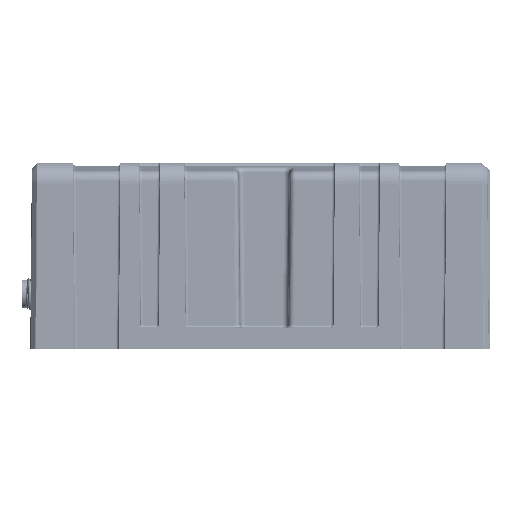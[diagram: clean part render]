
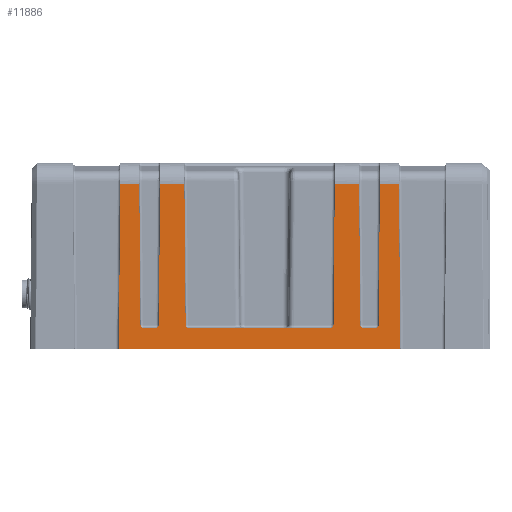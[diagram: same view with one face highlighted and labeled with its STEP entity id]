
A CAD part, front view. The second image highlights one B-rep face of the part: STEP entity #11886.
In plain terms, the highlighted planar face has unit normal (0, -1, 0.009).
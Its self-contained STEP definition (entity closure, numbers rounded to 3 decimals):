
#5752 = VERTEX_POINT('',#5753);
#5753 = CARTESIAN_POINT('',(126.505,13.5,-10.5));
#5759 = EDGE_CURVE('',#5752,#5760,#5762,.T.);
#5760 = VERTEX_POINT('',#5761);
#5761 = CARTESIAN_POINT('',(73.495,13.5,-10.5));
#5762 = LINE('',#5763,#5764);
#5763 = CARTESIAN_POINT('',(100.,13.5,-10.5));
#5764 = VECTOR('',#5765,1.);
#5765 = DIRECTION('',(-1.,0.,0.));
#7702 = VERTEX_POINT('',#7703);
#7703 = CARTESIAN_POINT('',(122.434,13.539,
    -6.004));
#7709 = EDGE_CURVE('',#7702,#7710,#7712,.T.);
#7710 = VERTEX_POINT('',#7711);
#7711 = CARTESIAN_POINT('',(122.665,13.771,
    20.535));
#7712 = LINE('',#7713,#7714);
#7713 = CARTESIAN_POINT('',(122.704,13.81,
    25.012));
#7714 = VECTOR('',#7715,1.);
#7715 = DIRECTION('',(0.009,0.009,
    1.));
#7792 = VERTEX_POINT('',#7793);
#7793 = CARTESIAN_POINT('',(118.735,13.771,
    20.535));
#7800 = EDGE_CURVE('',#7801,#7792,#7803,.T.);
#7801 = VERTEX_POINT('',#7802);
#7802 = CARTESIAN_POINT('',(118.966,13.539,
    -6.004));
#7803 = LINE('',#7804,#7805);
#7804 = CARTESIAN_POINT('',(119.004,13.501,
    -10.334));
#7805 = VECTOR('',#7806,1.);
#7806 = DIRECTION('',(-0.009,0.009,
    1.));
#7850 = VERTEX_POINT('',#7851);
#7851 = CARTESIAN_POINT('',(113.934,13.539,
    -6.004));
#7857 = EDGE_CURVE('',#7850,#7858,#7860,.T.);
#7858 = VERTEX_POINT('',#7859);
#7859 = CARTESIAN_POINT('',(114.165,13.771,
    20.535));
#7860 = LINE('',#7861,#7862);
#7861 = CARTESIAN_POINT('',(114.204,13.81,
    25.012));
#7862 = VECTOR('',#7863,1.);
#7863 = DIRECTION('',(0.009,0.009,
    1.));
#7940 = VERTEX_POINT('',#7941);
#7941 = CARTESIAN_POINT('',(85.835,13.771,
    20.535));
#7948 = EDGE_CURVE('',#7949,#7940,#7951,.T.);
#7949 = VERTEX_POINT('',#7950);
#7950 = CARTESIAN_POINT('',(86.066,13.539,
    -6.004));
#7951 = LINE('',#7952,#7953);
#7952 = CARTESIAN_POINT('',(86.106,13.499,
    -10.621));
#7953 = VECTOR('',#7954,1.);
#7954 = DIRECTION('',(-0.009,0.009,
    1.));
#7998 = VERTEX_POINT('',#7999);
#7999 = CARTESIAN_POINT('',(81.034,13.539,
    -6.004));
#8005 = EDGE_CURVE('',#7998,#8006,#8008,.T.);
#8006 = VERTEX_POINT('',#8007);
#8007 = CARTESIAN_POINT('',(81.265,13.771,
    20.535));
#8008 = LINE('',#8009,#8010);
#8009 = CARTESIAN_POINT('',(81.304,13.81,
    25.012));
#8010 = VECTOR('',#8011,1.);
#8011 = DIRECTION('',(0.009,0.009,
    1.));
#8088 = VERTEX_POINT('',#8089);
#8089 = CARTESIAN_POINT('',(77.335,13.771,
    20.535));
#8096 = EDGE_CURVE('',#8097,#8088,#8099,.T.);
#8097 = VERTEX_POINT('',#8098);
#8098 = CARTESIAN_POINT('',(77.566,13.539,
    -6.004));
#8099 = LINE('',#8100,#8101);
#8100 = CARTESIAN_POINT('',(77.607,13.498,
    -10.695));
#8101 = VECTOR('',#8102,1.);
#8102 = DIRECTION('',(-0.009,0.009,
    1.));
#10290 = VERTEX_POINT('',#10291);
#10291 = CARTESIAN_POINT('',(86.566,13.535,-6.5));
#10297 = EDGE_CURVE('',#10298,#10290,#10300,.T.);
#10298 = VERTEX_POINT('',#10299);
#10299 = CARTESIAN_POINT('',(113.434,13.535,-6.5));
#10300 = LINE('',#10301,#10302);
#10301 = CARTESIAN_POINT('',(100.,13.535,-6.5));
#10302 = VECTOR('',#10303,1.);
#10303 = DIRECTION('',(-1.,0.,0.));
#11868 = VERTEX_POINT('',#11869);
#11869 = CARTESIAN_POINT('',(126.235,13.771,
    20.535));
#11876 = EDGE_CURVE('',#5752,#11868,#11877,.T.);
#11877 = LINE('',#11878,#11879);
#11878 = CARTESIAN_POINT('',(126.503,13.502,
    -10.269));
#11879 = VECTOR('',#11880,1.);
#11880 = DIRECTION('',(-0.009,0.009,
    1.));
#11886 = ADVANCED_FACE('',(#11887),#11992,.T.);
#11887 = FACE_BOUND('',#11888,.T.);
#11888 = EDGE_LOOP('',(#11889,#11895,#11896,#11903,#11904,#11911,#11912,
    #11918,#11919,#11928,#11936,#11943,#11944,#11952,#11958,#11959,
    #11960,#11966,#11967,#11976,#11984,#11991));
#11889 = ORIENTED_EDGE('',*,*,#11890,.T.);
#11890 = EDGE_CURVE('',#7792,#7858,#11891,.T.);
#11891 = LINE('',#11892,#11893);
#11892 = CARTESIAN_POINT('',(114.2,13.771,20.535));
#11893 = VECTOR('',#11894,1.);
#11894 = DIRECTION('',(-1.,0.,0.));
#11895 = ORIENTED_EDGE('',*,*,#7857,.F.);
#11896 = ORIENTED_EDGE('',*,*,#11897,.T.);
#11897 = EDGE_CURVE('',#7850,#10298,#11898,.T.);
#11898 = ( BOUNDED_CURVE() B_SPLINE_CURVE(3,(#11899,#11900,#11901,#11902
),.UNSPECIFIED.,.F.,.F.) B_SPLINE_CURVE_WITH_KNOTS((4,4),(4.721
,6.283),.PIECEWISE_BEZIER_KNOTS.) CURVE() 
GEOMETRIC_REPRESENTATION_ITEM() RATIONAL_B_SPLINE_CURVE((1.,
0.807,0.807,1.)) REPRESENTATION_ITEM('') );
#11899 = CARTESIAN_POINT('',(113.934,13.539,
    -6.004));
#11900 = CARTESIAN_POINT('',(113.931,13.537,
    -6.295));
#11901 = CARTESIAN_POINT('',(113.725,13.535,-6.5));
#11902 = CARTESIAN_POINT('',(113.434,13.535,-6.5));
#11903 = ORIENTED_EDGE('',*,*,#10297,.T.);
#11904 = ORIENTED_EDGE('',*,*,#11905,.T.);
#11905 = EDGE_CURVE('',#10290,#7949,#11906,.T.);
#11906 = ( BOUNDED_CURVE() B_SPLINE_CURVE(3,(#11907,#11908,#11909,#11910
),.UNSPECIFIED.,.F.,.F.) B_SPLINE_CURVE_WITH_KNOTS((4,4),(3.142,
4.704),.PIECEWISE_BEZIER_KNOTS.) CURVE() 
GEOMETRIC_REPRESENTATION_ITEM() RATIONAL_B_SPLINE_CURVE((1.,
0.807,0.807,1.)) REPRESENTATION_ITEM('') );
#11907 = CARTESIAN_POINT('',(86.566,13.535,-6.5));
#11908 = CARTESIAN_POINT('',(86.275,13.535,-6.5));
#11909 = CARTESIAN_POINT('',(86.069,13.537,
    -6.295));
#11910 = CARTESIAN_POINT('',(86.066,13.539,
    -6.004));
#11911 = ORIENTED_EDGE('',*,*,#7948,.T.);
#11912 = ORIENTED_EDGE('',*,*,#11913,.T.);
#11913 = EDGE_CURVE('',#7940,#8006,#11914,.T.);
#11914 = LINE('',#11915,#11916);
#11915 = CARTESIAN_POINT('',(81.3,13.771,20.535));
#11916 = VECTOR('',#11917,1.);
#11917 = DIRECTION('',(-1.,0.,0.));
#11918 = ORIENTED_EDGE('',*,*,#8005,.F.);
#11919 = ORIENTED_EDGE('',*,*,#11920,.T.);
#11920 = EDGE_CURVE('',#7998,#11921,#11923,.T.);
#11921 = VERTEX_POINT('',#11922);
#11922 = CARTESIAN_POINT('',(80.534,13.535,-6.5));
#11923 = ( BOUNDED_CURVE() B_SPLINE_CURVE(3,(#11924,#11925,#11926,#11927
),.UNSPECIFIED.,.F.,.F.) B_SPLINE_CURVE_WITH_KNOTS((4,4),(4.721
,6.283),.PIECEWISE_BEZIER_KNOTS.) CURVE() 
GEOMETRIC_REPRESENTATION_ITEM() RATIONAL_B_SPLINE_CURVE((1.,
0.807,0.807,1.)) REPRESENTATION_ITEM('') );
#11924 = CARTESIAN_POINT('',(81.034,13.539,
    -6.004));
#11925 = CARTESIAN_POINT('',(81.031,13.537,
    -6.295));
#11926 = CARTESIAN_POINT('',(80.825,13.535,-6.5));
#11927 = CARTESIAN_POINT('',(80.534,13.535,-6.5));
#11928 = ORIENTED_EDGE('',*,*,#11929,.T.);
#11929 = EDGE_CURVE('',#11921,#11930,#11932,.T.);
#11930 = VERTEX_POINT('',#11931);
#11931 = CARTESIAN_POINT('',(78.066,13.535,-6.5));
#11932 = LINE('',#11933,#11934);
#11933 = CARTESIAN_POINT('',(130.672,13.535,-6.5));
#11934 = VECTOR('',#11935,1.);
#11935 = DIRECTION('',(-1.,0.,0.));
#11936 = ORIENTED_EDGE('',*,*,#11937,.T.);
#11937 = EDGE_CURVE('',#11930,#8097,#11938,.T.);
#11938 = ( BOUNDED_CURVE() B_SPLINE_CURVE(3,(#11939,#11940,#11941,#11942
),.UNSPECIFIED.,.F.,.F.) B_SPLINE_CURVE_WITH_KNOTS((4,4),(3.142,
4.704),.PIECEWISE_BEZIER_KNOTS.) CURVE() 
GEOMETRIC_REPRESENTATION_ITEM() RATIONAL_B_SPLINE_CURVE((1.,
0.807,0.807,1.)) REPRESENTATION_ITEM('') );
#11939 = CARTESIAN_POINT('',(78.066,13.535,-6.5));
#11940 = CARTESIAN_POINT('',(77.775,13.535,-6.5));
#11941 = CARTESIAN_POINT('',(77.569,13.537,
    -6.295));
#11942 = CARTESIAN_POINT('',(77.566,13.539,
    -6.004));
#11943 = ORIENTED_EDGE('',*,*,#8096,.T.);
#11944 = ORIENTED_EDGE('',*,*,#11945,.T.);
#11945 = EDGE_CURVE('',#8088,#11946,#11948,.T.);
#11946 = VERTEX_POINT('',#11947);
#11947 = CARTESIAN_POINT('',(73.765,13.771,
    20.535));
#11948 = LINE('',#11949,#11950);
#11949 = CARTESIAN_POINT('',(73.8,13.771,20.535));
#11950 = VECTOR('',#11951,1.);
#11951 = DIRECTION('',(-1.,0.,0.));
#11952 = ORIENTED_EDGE('',*,*,#11953,.F.);
#11953 = EDGE_CURVE('',#5760,#11946,#11954,.T.);
#11954 = LINE('',#11955,#11956);
#11955 = CARTESIAN_POINT('',(73.804,13.81,
    25.012));
#11956 = VECTOR('',#11957,1.);
#11957 = DIRECTION('',(0.009,0.009,
    1.));
#11958 = ORIENTED_EDGE('',*,*,#5759,.F.);
#11959 = ORIENTED_EDGE('',*,*,#11876,.T.);
#11960 = ORIENTED_EDGE('',*,*,#11961,.T.);
#11961 = EDGE_CURVE('',#11868,#7710,#11962,.T.);
#11962 = LINE('',#11963,#11964);
#11963 = CARTESIAN_POINT('',(122.7,13.771,20.535));
#11964 = VECTOR('',#11965,1.);
#11965 = DIRECTION('',(-1.,0.,0.));
#11966 = ORIENTED_EDGE('',*,*,#7709,.F.);
#11967 = ORIENTED_EDGE('',*,*,#11968,.T.);
#11968 = EDGE_CURVE('',#7702,#11969,#11971,.T.);
#11969 = VERTEX_POINT('',#11970);
#11970 = CARTESIAN_POINT('',(121.934,13.535,-6.5));
#11971 = ( BOUNDED_CURVE() B_SPLINE_CURVE(3,(#11972,#11973,#11974,#11975
),.UNSPECIFIED.,.F.,.F.) B_SPLINE_CURVE_WITH_KNOTS((4,4),(4.721
,6.283),.PIECEWISE_BEZIER_KNOTS.) CURVE() 
GEOMETRIC_REPRESENTATION_ITEM() RATIONAL_B_SPLINE_CURVE((1.,
0.807,0.807,1.)) REPRESENTATION_ITEM('') );
#11972 = CARTESIAN_POINT('',(122.434,13.539,
    -6.004));
#11973 = CARTESIAN_POINT('',(122.431,13.537,
    -6.295));
#11974 = CARTESIAN_POINT('',(122.225,13.535,-6.5));
#11975 = CARTESIAN_POINT('',(121.934,13.535,-6.5));
#11976 = ORIENTED_EDGE('',*,*,#11977,.T.);
#11977 = EDGE_CURVE('',#11969,#11978,#11980,.T.);
#11978 = VERTEX_POINT('',#11979);
#11979 = CARTESIAN_POINT('',(119.466,13.535,-6.5));
#11980 = LINE('',#11981,#11982);
#11981 = CARTESIAN_POINT('',(130.672,13.535,-6.5));
#11982 = VECTOR('',#11983,1.);
#11983 = DIRECTION('',(-1.,0.,0.));
#11984 = ORIENTED_EDGE('',*,*,#11985,.T.);
#11985 = EDGE_CURVE('',#11978,#7801,#11986,.T.);
#11986 = ( BOUNDED_CURVE() B_SPLINE_CURVE(3,(#11987,#11988,#11989,#11990
),.UNSPECIFIED.,.F.,.F.) B_SPLINE_CURVE_WITH_KNOTS((4,4),(3.142,
4.704),.PIECEWISE_BEZIER_KNOTS.) CURVE() 
GEOMETRIC_REPRESENTATION_ITEM() RATIONAL_B_SPLINE_CURVE((1.,
0.807,0.807,1.)) REPRESENTATION_ITEM('') );
#11987 = CARTESIAN_POINT('',(119.466,13.535,-6.5));
#11988 = CARTESIAN_POINT('',(119.175,13.535,-6.5));
#11989 = CARTESIAN_POINT('',(118.969,13.537,
    -6.295));
#11990 = CARTESIAN_POINT('',(118.966,13.539,
    -6.004));
#11991 = ORIENTED_EDGE('',*,*,#7800,.T.);
#11992 = PLANE('',#11993);
#11993 = AXIS2_PLACEMENT_3D('',#11994,#11995,#11996);
#11994 = CARTESIAN_POINT('',(100.,13.5,-10.5));
#11995 = DIRECTION('',(0.,-1.,0.009));
#11996 = DIRECTION('',(0.,-0.009,-1.));
